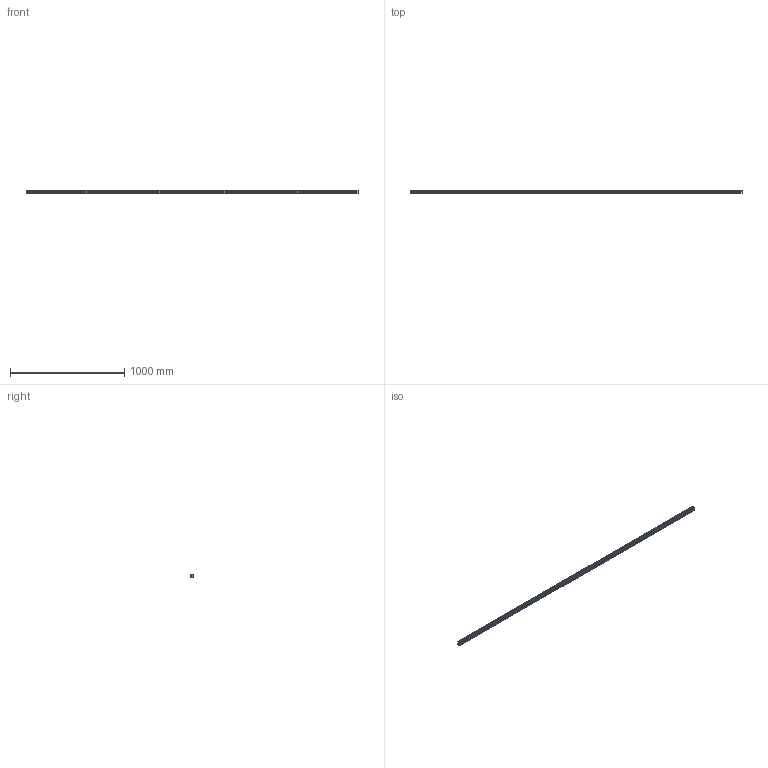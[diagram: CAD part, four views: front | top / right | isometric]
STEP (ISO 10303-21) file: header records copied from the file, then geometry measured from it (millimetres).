
FILE_DESCRIPTION (( 'STEP AP214' ), '1' );
FILE_NAME ('SHS35C1SS-2910L_G15_0_B-M6F_1394_0_0_0_1.STEP', '2021-06-22T11:12:40', ( '' ), ( '' ), 'SwSTEP 2.0', 'SolidWorks 2021', '' );
FILE_SCHEMA (( 'AUTOMOTIVE_DESIGN' ));
Length unit declared in the file: millimetre
Products named in the file (2): SHS35C1SS-2910L_G15_0_B-M6F_1394_0_0_0_1; _SHS35C291015 Track
Assembly tree (1 placements, depth 2):
  SHS35C1SS-2910L_G15_0_B-M6F_1394_0_0_0_1
    _SHS35C291015 Track
Bounding box: 2910 x 26 x 34 mm (x, y, z)
Volume: 2213766.5 mm3; surface area: 386371.5 mm2
Topology: 1 solids, 1 shells, 418 faces, 1248 edges, 832 vertices
Faces by surface type: cylinder 246, plane 172
Entity records: 14902 total; most frequent: CARTESIAN_POINT 3686, ORIENTED_EDGE 2496, DIRECTION 2288, EDGE_CURVE 1248, AXIS2_PLACEMENT_3D 914, VERTEX_POINT 832, CIRCLE 492, EDGE_LOOP 492
